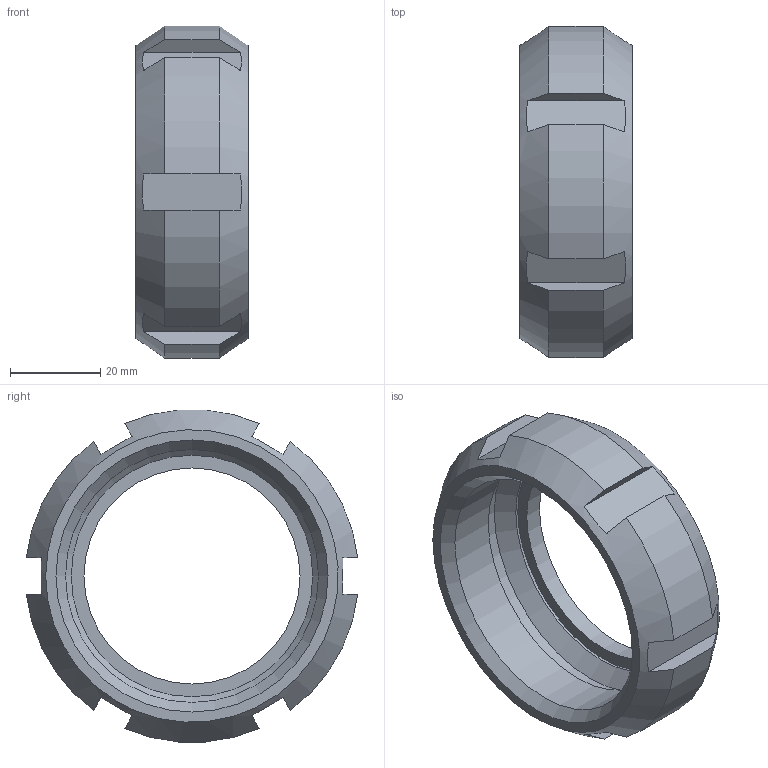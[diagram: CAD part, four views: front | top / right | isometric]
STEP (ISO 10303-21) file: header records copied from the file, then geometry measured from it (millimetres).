
FILE_DESCRIPTION((''),'2;1');
FILE_NAME('17200038X.stp','2010-08-11T08:17:41',('thilbrands'),(''),'Autodesk Inventor 2008','Autodesk Inventor 2008','');
FILE_SCHEMA(('AUTOMOTIVE_DESIGN { 1 0 10303 214 1 1 1 1 }'));
Length unit declared in the file: millimetre
Products named in the file (1): 172000251
Bounding box: 25 x 73.57 x 73.74 mm (x, y, z)
Volume: 36790.3 mm3; surface area: 14381.2 mm2
Topology: 1 solids, 1 shells, 36 faces, 95 edges, 63 vertices
Faces by surface type: plane 22, cylinder 10, cone 4
Full cylindrical faces by diameter (mm): 48 x1, 53.649 x1, 56.19 x1, 60.423 x1
Entity records: 1032 total; most frequent: CARTESIAN_POINT 251, ORIENTED_EDGE 166, DIRECTION 144, EDGE_CURVE 83, AXIS2_PLACEMENT_3D 60, VERTEX_POINT 59, EDGE_LOOP 48, FACE_OUTER_BOUND 36
